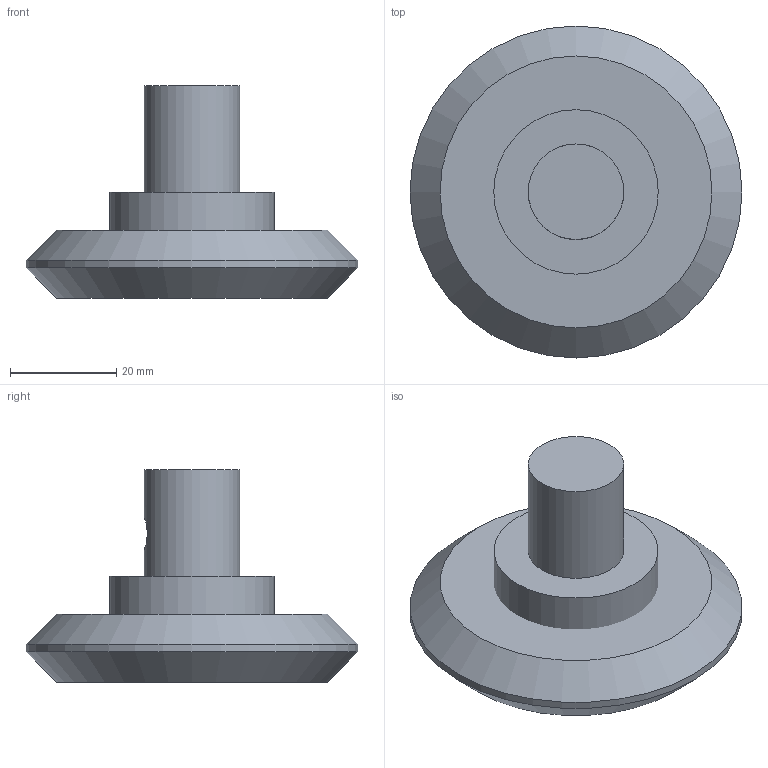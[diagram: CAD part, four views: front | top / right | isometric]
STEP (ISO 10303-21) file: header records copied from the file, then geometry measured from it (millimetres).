
FILE_DESCRIPTION((''),'1');
FILE_NAME('CKB3-C5262-45B-20.stp','2022-11-24T02:27:51',(''),(''),'Spatial Interop R21 SP3','Kubotek KeyCreator 2011 V10.0.2 (22737)',' ');
FILE_SCHEMA(('automotive_design'));
Length unit declared in the file: millimetre
Products named in the file (2): 240[2]; 241[3]
Bounding box: 62.58 x 62.58 x 39.96 mm (x, y, z)
Volume: 74196.8 mm3; surface area: 16180.2 mm2
Topology: 2 solids, 2 shells, 16 faces, 25 edges, 16 vertices
Faces by surface type: plane 7, cylinder 5, cone 4
Full cylindrical faces by diameter (mm): 6.2 x1, 18 x1, 31 x1, 61.709 x1, 62.578 x1
Entity records: 697 total; most frequent: CARTESIAN_POINT 115, DIRECTION 62, PRESENTATION_STYLE_ASSIGNMENT 51, COLOUR_RGB 51, STYLED_ITEM 33, CURVE_STYLE 33, DRAUGHTING_PRE_DEFINED_CURVE_FONT 33, AXIS2_PLACEMENT_3D 31
